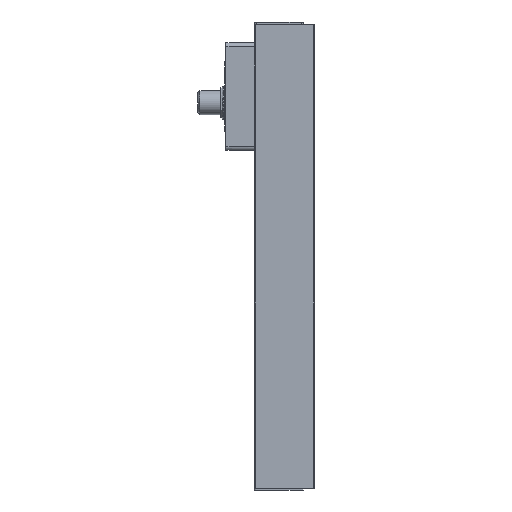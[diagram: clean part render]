
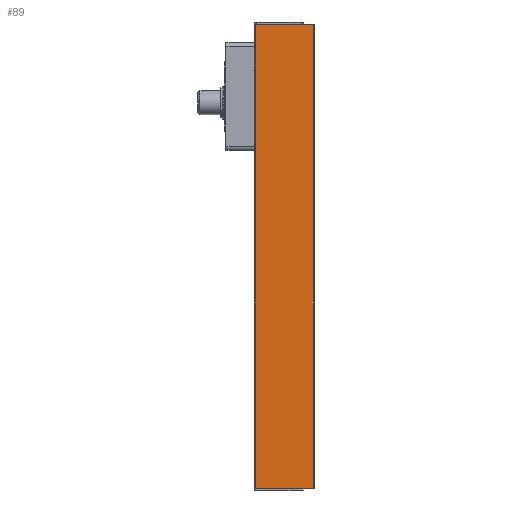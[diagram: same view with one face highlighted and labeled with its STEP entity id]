
A CAD part, left-side view. The second image highlights one B-rep face of the part: STEP entity #89.
In plain terms, the highlighted planar face has unit normal (-1, 0, 0).
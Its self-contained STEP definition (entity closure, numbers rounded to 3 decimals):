
#89 = ADVANCED_FACE ( 'NONE', ( #289 ), #10941, .T. ) ;
#289 = FACE_OUTER_BOUND ( 'NONE', #8079, .T. ) ;
#392 = DIRECTION ( 'NONE',  ( 0., -1., 0. ) ) ;
#1189 = EDGE_CURVE ( 'NONE', #9364, #3009, #7138, .T. ) ;
#1684 = LINE ( 'NONE', #6202, #10277 ) ;
#2204 = DIRECTION ( 'NONE',  ( 0., 0., -1. ) ) ;
#2653 = CARTESIAN_POINT ( 'NONE',  ( 0., 0.5, -232.5 ) ) ;
#2685 = DIRECTION ( 'NONE',  ( 0., 0., -1. ) ) ;
#2835 = AXIS2_PLACEMENT_3D ( 'NONE', #3861, #4686, #7428 ) ;
#3009 = VERTEX_POINT ( 'NONE', #2653 ) ;
#3073 = CARTESIAN_POINT ( 'NONE',  ( 0., 29.3, -232.5 ) ) ;
#3340 = CARTESIAN_POINT ( 'NONE',  ( 0., 29.3, -232.5 ) ) ;
#3480 = VECTOR ( 'NONE', #2204, 1000. ) ;
#3508 = ORIENTED_EDGE ( 'NONE', *, *, #7549, .F. ) ;
#3861 = CARTESIAN_POINT ( 'NONE',  ( 0., 29.3, -232.5 ) ) ;
#4686 = DIRECTION ( 'NONE',  ( -1., 0., 0. ) ) ;
#4738 = VECTOR ( 'NONE', #2685, 1000. ) ;
#4904 = CARTESIAN_POINT ( 'NONE',  ( 0., 29.3, 0. ) ) ;
#5260 = DIRECTION ( 'NONE',  ( 0., -1., 0. ) ) ;
#6202 = CARTESIAN_POINT ( 'NONE',  ( 0., 29.3, 0. ) ) ;
#6587 = LINE ( 'NONE', #3073, #9087 ) ;
#7138 = LINE ( 'NONE', #10708, #4738 ) ;
#7428 = DIRECTION ( 'NONE',  ( 0., 0., 1. ) ) ;
#7549 = EDGE_CURVE ( 'NONE', #7862, #9364, #1684, .T. ) ;
#7862 = VERTEX_POINT ( 'NONE', #4904 ) ;
#8079 = EDGE_LOOP ( 'NONE', ( #9218, #8418, #3508, #10029 ) ) ;
#8418 = ORIENTED_EDGE ( 'NONE', *, *, #1189, .F. ) ;
#8574 = LINE ( 'NONE', #10222, #3480 ) ;
#9087 = VECTOR ( 'NONE', #392, 1000. ) ;
#9218 = ORIENTED_EDGE ( 'NONE', *, *, #9248, .T. ) ;
#9248 = EDGE_CURVE ( 'NONE', #10747, #3009, #6587, .T. ) ;
#9300 = EDGE_CURVE ( 'NONE', #7862, #10747, #8574, .T. ) ;
#9364 = VERTEX_POINT ( 'NONE', #11159 ) ;
#10029 = ORIENTED_EDGE ( 'NONE', *, *, #9300, .T. ) ;
#10222 = CARTESIAN_POINT ( 'NONE',  ( 0., 29.3, -232.5 ) ) ;
#10277 = VECTOR ( 'NONE', #5260, 1000. ) ;
#10708 = CARTESIAN_POINT ( 'NONE',  ( 0., 0.5, -232.5 ) ) ;
#10747 = VERTEX_POINT ( 'NONE', #3340 ) ;
#10941 = PLANE ( 'NONE',  #2835 ) ;
#11159 = CARTESIAN_POINT ( 'NONE',  ( 0., 0.5, 0. ) ) ;
